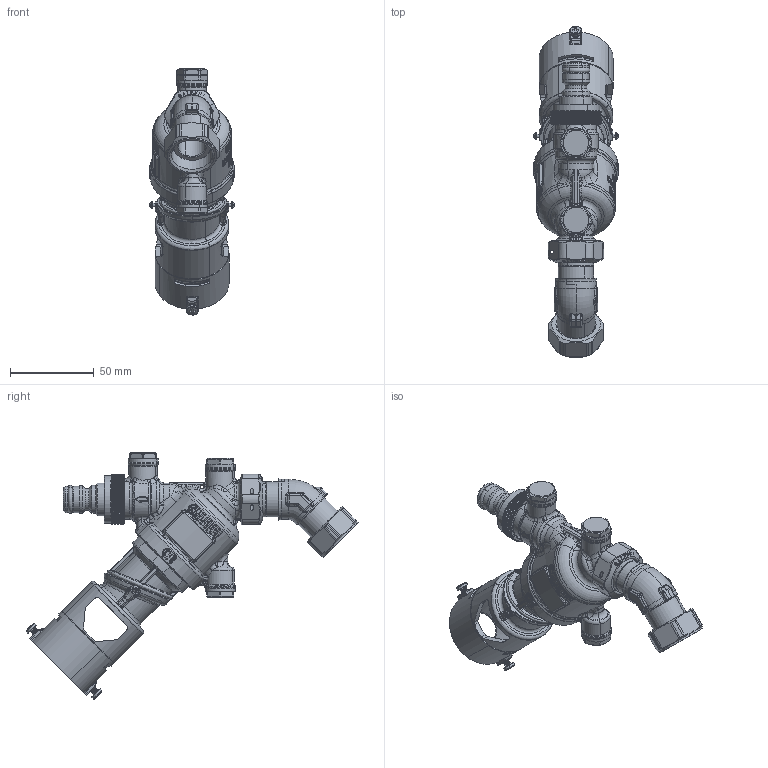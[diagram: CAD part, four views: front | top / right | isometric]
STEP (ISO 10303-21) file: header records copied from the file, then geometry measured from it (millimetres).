
FILE_DESCRIPTION(('CATIA V5 STEP Exchange'),'2;1');
FILE_NAME('STEP_580104_-_TST.stp','2018-12-19T15:11:54+00:00',('none'),('none'),'CATIA Version 5-6 Release 2016 SP4','CATIA V5 STEP AP203','none');
FILE_SCHEMA(('CONFIG_CONTROL_DESIGN'));
Length unit declared in the file: millimetre
Products named in the file (1): 580104 - TST
Bounding box: 50.69 x 198.3 x 147.01 mm (x, y, z)
Volume: 209420.1 mm3; surface area: 62104.9 mm2
Topology: 1 solids, 19 shells, 7670 faces, 18188 edges, 10353 vertices
Faces by surface type: plane 3771, bspline 1920, cylinder 1262, cone 254, sphere 231, torus 226, revolution 6
Entity records: 292553 total; most frequent: CARTESIAN_POINT 164415, ORIENTED_EDGE 35796, EDGE_CURVE 17898, B_SPLINE_CURVE_WITH_KNOTS 11330, DIRECTION 10461, VERTEX_POINT 10353, EDGE_LOOP 7795, ADVANCED_FACE 7670
